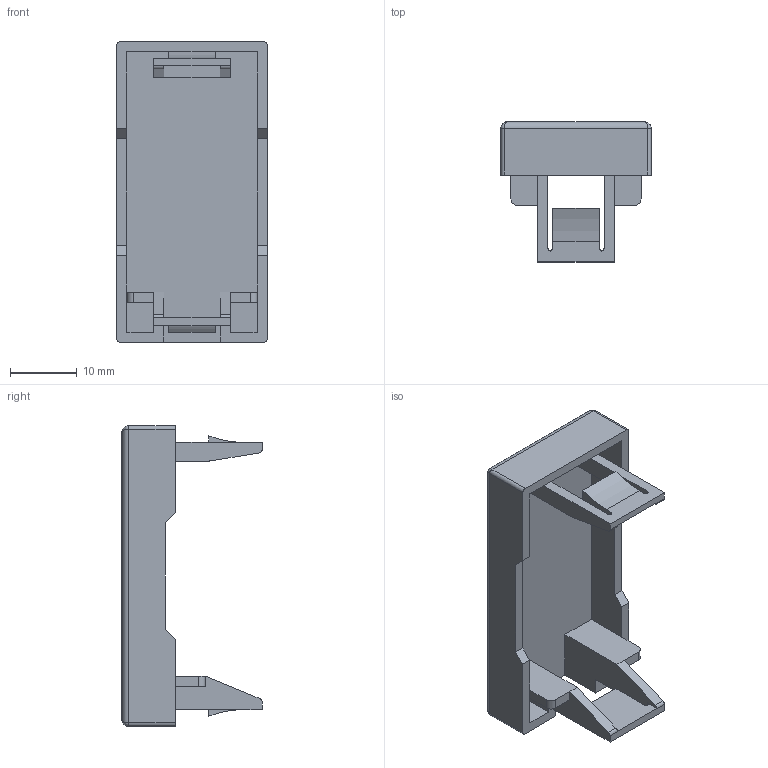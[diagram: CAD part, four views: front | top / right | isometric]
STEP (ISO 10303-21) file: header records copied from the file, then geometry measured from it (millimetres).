
FILE_DESCRIPTION (( 'STEP AP203' ), '1' );
FILE_NAME ('CKK-40D-Z01-K01 ÇÊ-00-01-Ï Çàãëóøêà íà 1 ìîäóëü áåëàÿ IEK.STEP', '2016-07-08T12:04:46', ( '' ), ( '' ), 'SwSTEP 2.0', 'SolidWorks 2014', '' );
FILE_SCHEMA (( 'CONFIG_CONTROL_DESIGN' ));
Length unit declared in the file: millimetre
Products named in the file (1): CKK-40D-Z01-K01 ÇÊ-00-01-Ï Çàãëóøêà íà 1 ìîäóëü áåëàÿ IEK
Bounding box: 22.5 x 21 x 45 mm (x, y, z)
Volume: 3332 mm3; surface area: 4827.7 mm2
Topology: 1 solids, 1 shells, 88 faces, 246 edges, 154 vertices
Faces by surface type: plane 58, cylinder 26, bspline 4
Entity records: 2939 total; most frequent: CARTESIAN_POINT 625, ORIENTED_EDGE 484, DIRECTION 448, EDGE_CURVE 242, LINE 190, VECTOR 190, VERTEX_POINT 154, AXIS2_PLACEMENT_3D 129
